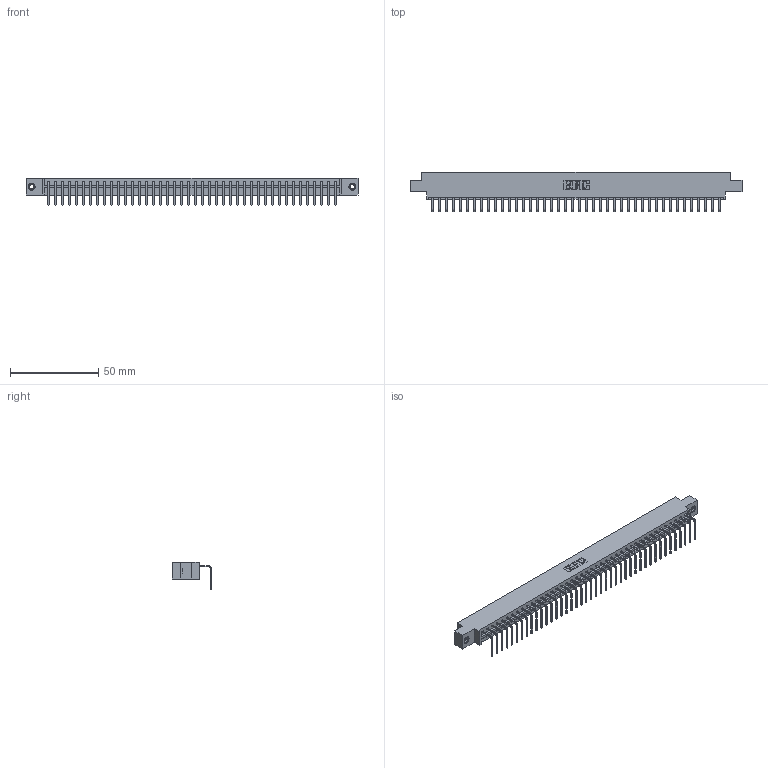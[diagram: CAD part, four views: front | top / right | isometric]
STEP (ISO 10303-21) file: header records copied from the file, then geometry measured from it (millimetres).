
FILE_DESCRIPTION (( 'STEP AP203' ), '1' );
FILE_NAME ('833-042-558-607.STEP', '2020-06-03T22:35:30', ( '' ), ( '' ), 'SwSTEP 2.0', 'SolidWorks 2020', '' );
FILE_SCHEMA (( 'CONFIG_CONTROL_DESIGN' ));
Length unit declared in the file: inch
Products named in the file (4): 345-250-001_345-250-005-103; 833 Part_Offset - .156 Dia - TI; 833-042-558-607; 345-292-001_558 Tail - 2
Assembly tree (45 placements, depth 2):
  833-042-558-607
    833 Part_Offset - .156 Dia - TI
    345-292-001_558 Tail - 2  x42
    345-250-001_345-250-005-103  x2
Bounding box: 187.96 x 22.17 x 15.37 mm (x, y, z)
Volume: 18812.7 mm3; surface area: 21448.7 mm2
Topology: 45 solids, 45 shells, 2698 faces, 8103 edges, 5338 vertices
Faces by surface type: plane 1954, cylinder 728, cone 12, torus 4
Entity records: 27078 total; most frequent: CARTESIAN_POINT 4655, ORIENTED_EDGE 4626, DIRECTION 3959, EDGE_CURVE 2313, LINE 2165, VECTOR 2165, VERTEX_POINT 1536, AXIS2_PLACEMENT_3D 897
